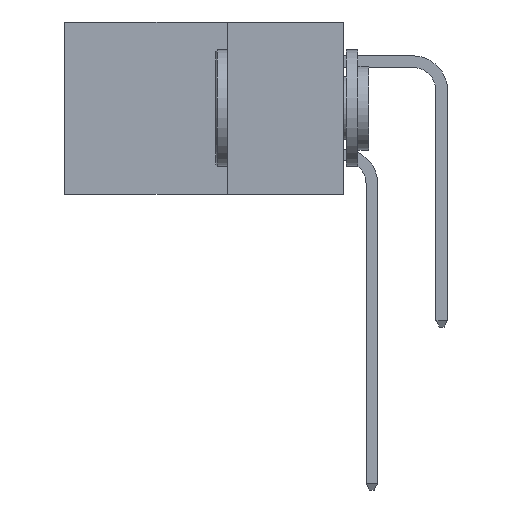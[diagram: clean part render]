
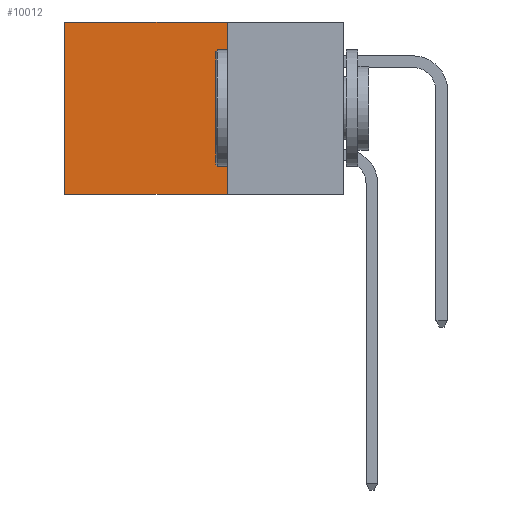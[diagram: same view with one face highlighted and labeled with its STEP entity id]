
A CAD part, left-side view. The second image highlights one B-rep face of the part: STEP entity #10012.
In plain terms, the highlighted planar face has unit normal (-1, 0, 0).
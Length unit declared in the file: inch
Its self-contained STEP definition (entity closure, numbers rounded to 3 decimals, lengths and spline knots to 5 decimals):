
#13 = CARTESIAN_POINT ( 'NONE',  ( 0.2615, 0.25, 0. ) ) ;
#373 = CARTESIAN_POINT ( 'NONE',  ( 0.2615, 0.6, 0. ) ) ;
#1011 = VECTOR ( 'NONE', #16718, 39.37008 ) ;
#1557 = AXIS2_PLACEMENT_3D ( 'NONE', #15119, #4453, #16845 ) ;
#1558 = LINE ( 'NONE', #6178, #1011 ) ;
#2915 = VECTOR ( 'NONE', #5868, 39.37008 ) ;
#3529 = CARTESIAN_POINT ( 'NONE',  ( 0.2615, 0.25, -0.37 ) ) ;
#4453 = DIRECTION ( 'NONE',  ( 1., 0., 0. ) ) ;
#5024 = VERTEX_POINT ( 'NONE', #13 ) ;
#5146 = ORIENTED_EDGE ( 'NONE', *, *, #11251, .F. ) ;
#5868 = DIRECTION ( 'NONE',  ( 0., 0., -1. ) ) ;
#5908 = VERTEX_POINT ( 'NONE', #9533 ) ;
#6178 = CARTESIAN_POINT ( 'NONE',  ( 0.2615, 0.25, 0. ) ) ;
#7858 = DIRECTION ( 'NONE',  ( 0., 0., -1. ) ) ;
#7917 = EDGE_CURVE ( 'NONE', #21735, #5908, #10128, .T. ) ;
#8272 = LINE ( 'NONE', #16129, #17051 ) ;
#8523 = ORIENTED_EDGE ( 'NONE', *, *, #7917, .T. ) ;
#8561 = EDGE_CURVE ( 'NONE', #5024, #21735, #1558, .T. ) ;
#9533 = CARTESIAN_POINT ( 'NONE',  ( 0.2615, 0.6, -0.37 ) ) ;
#9616 = CARTESIAN_POINT ( 'NONE',  ( 0.2615, 0.6, -0.37 ) ) ;
#9787 = PLANE ( 'NONE',  #1557 ) ;
#9842 = ORIENTED_EDGE ( 'NONE', *, *, #19045, .F. ) ;
#10012 = ADVANCED_FACE ( 'NONE', ( #22692 ), #9787, .F. ) ;
#10128 = LINE ( 'NONE', #9616, #14293 ) ;
#11251 = EDGE_CURVE ( 'NONE', #5024, #17731, #11960, .T. ) ;
#11960 = LINE ( 'NONE', #16432, #2915 ) ;
#13657 = ORIENTED_EDGE ( 'NONE', *, *, #8561, .T. ) ;
#14293 = VECTOR ( 'NONE', #7858, 39.37008 ) ;
#15119 = CARTESIAN_POINT ( 'NONE',  ( 0.2615, 0.25, -0.37 ) ) ;
#16129 = CARTESIAN_POINT ( 'NONE',  ( 0.2615, 0.25, -0.37 ) ) ;
#16432 = CARTESIAN_POINT ( 'NONE',  ( 0.2615, 0.25, -0.37 ) ) ;
#16718 = DIRECTION ( 'NONE',  ( 0., 1., 0. ) ) ;
#16845 = DIRECTION ( 'NONE',  ( 0., 0., -1. ) ) ;
#17051 = VECTOR ( 'NONE', #17880, 39.37008 ) ;
#17731 = VERTEX_POINT ( 'NONE', #3529 ) ;
#17880 = DIRECTION ( 'NONE',  ( 0., 1., 0. ) ) ;
#19045 = EDGE_CURVE ( 'NONE', #17731, #5908, #8272, .T. ) ;
#21735 = VERTEX_POINT ( 'NONE', #373 ) ;
#22673 = EDGE_LOOP ( 'NONE', ( #8523, #9842, #5146, #13657 ) ) ;
#22692 = FACE_OUTER_BOUND ( 'NONE', #22673, .T. ) ;
